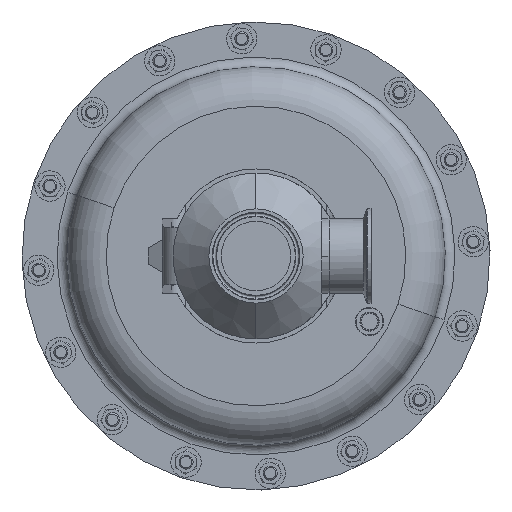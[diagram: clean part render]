
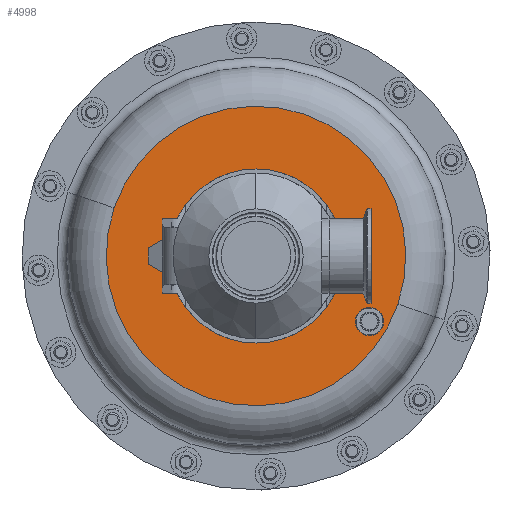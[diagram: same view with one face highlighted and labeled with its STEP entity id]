
A CAD part, front view. The second image highlights one B-rep face of the part: STEP entity #4998.
In plain terms, the highlighted planar face has unit normal (0, -1, 0).
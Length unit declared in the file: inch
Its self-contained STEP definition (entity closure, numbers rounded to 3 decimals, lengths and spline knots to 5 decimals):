
#1275 = CARTESIAN_POINT ( 'NONE',  ( 3.1244, 9.66, -2.11321 ) ) ;
#1396 = EDGE_LOOP ( 'NONE', ( #29422, #26384 ) ) ;
#2048 = DIRECTION ( 'NONE',  ( 0.249, 0., -0.969 ) ) ;
#2318 = CIRCLE ( 'NONE', #28808, 2.325 ) ;
#2936 = CARTESIAN_POINT ( 'NONE',  ( 0., 9.66, 0. ) ) ;
#3333 = AXIS2_PLACEMENT_3D ( 'NONE', #25250, #11175, #6340 ) ;
#3540 = VERTEX_POINT ( 'NONE', #26193 ) ;
#4172 = DIRECTION ( 'NONE',  ( 0., 1., 0. ) ) ;
#4276 = VERTEX_POINT ( 'NONE', #21089 ) ;
#4286 = PLANE ( 'NONE',  #25378 ) ;
#4373 = DIRECTION ( 'NONE',  ( 0.249, 0., -0.969 ) ) ;
#4937 = ORIENTED_EDGE ( 'NONE', *, *, #24470, .F. ) ;
#4998 = ADVANCED_FACE ( 'NONE', ( #7114, #9758, #26000 ), #4286, .T. ) ;
#5047 = DIRECTION ( 'NONE',  ( 0., 0., -1. ) ) ;
#6340 = DIRECTION ( 'NONE',  ( 0.947, 0., -0.321 ) ) ;
#6537 = EDGE_CURVE ( 'NONE', #3540, #29162, #29400, .T. ) ;
#6605 = DIRECTION ( 'NONE',  ( 0., -1., 0. ) ) ;
#7114 = FACE_BOUND ( 'NONE', #13267, .T. ) ;
#8728 = DIRECTION ( 'NONE',  ( 0., 1., 0. ) ) ;
#9413 = AXIS2_PLACEMENT_3D ( 'NONE', #26801, #10332, #5047 ) ;
#9758 = FACE_OUTER_BOUND ( 'NONE', #1396, .T. ) ;
#10332 = DIRECTION ( 'NONE',  ( 0., -1., 0. ) ) ;
#10448 = DIRECTION ( 'NONE',  ( 0., 0., -1. ) ) ;
#11175 = DIRECTION ( 'NONE',  ( 0., 1., 0. ) ) ;
#11843 = DIRECTION ( 'NONE',  ( 0., 1., 0. ) ) ;
#12038 = VERTEX_POINT ( 'NONE', #1275 ) ;
#12220 = CIRCLE ( 'NONE', #17880, 0.375 ) ;
#12477 = CIRCLE ( 'NONE', #24626, 4. ) ;
#12865 = AXIS2_PLACEMENT_3D ( 'NONE', #16540, #4172, #2048 ) ;
#13058 = EDGE_CURVE ( 'NONE', #4276, #12038, #12220, .T. ) ;
#13259 = VERTEX_POINT ( 'NONE', #14256 ) ;
#13267 = EDGE_LOOP ( 'NONE', ( #4937, #29992 ) ) ;
#14002 = DIRECTION ( 'NONE',  ( -0.947, 0., 0.321 ) ) ;
#14256 = CARTESIAN_POINT ( 'NONE',  ( 0., 9.66, 2.325 ) ) ;
#14510 = CIRCLE ( 'NONE', #9413, 2.325 ) ;
#14885 = EDGE_LOOP ( 'NONE', ( #15200, #15836 ) ) ;
#14906 = EDGE_CURVE ( 'NONE', #13259, #20541, #2318, .T. ) ;
#15200 = ORIENTED_EDGE ( 'NONE', *, *, #27528, .T. ) ;
#15836 = ORIENTED_EDGE ( 'NONE', *, *, #13058, .T. ) ;
#16540 = CARTESIAN_POINT ( 'NONE',  ( 3.03109, 9.66, -1.75 ) ) ;
#17712 = CARTESIAN_POINT ( 'NONE',  ( 0., 9.66, 0. ) ) ;
#17863 = CARTESIAN_POINT ( 'NONE',  ( 0., 9.66, -2.325 ) ) ;
#17880 = AXIS2_PLACEMENT_3D ( 'NONE', #28673, #11843, #4373 ) ;
#20541 = VERTEX_POINT ( 'NONE', #17863 ) ;
#21089 = CARTESIAN_POINT ( 'NONE',  ( 2.93778, 9.66, -1.38679 ) ) ;
#21197 = CIRCLE ( 'NONE', #12865, 0.375 ) ;
#23265 = CARTESIAN_POINT ( 'NONE',  ( -3.78772, 9.66, 1.28576 ) ) ;
#24470 = EDGE_CURVE ( 'NONE', #20541, #13259, #14510, .T. ) ;
#24626 = AXIS2_PLACEMENT_3D ( 'NONE', #17712, #8728, #27956 ) ;
#25250 = CARTESIAN_POINT ( 'NONE',  ( 0., 9.66, 0. ) ) ;
#25378 = AXIS2_PLACEMENT_3D ( 'NONE', #28281, #6605, #14002 ) ;
#26000 = FACE_BOUND ( 'NONE', #14885, .T. ) ;
#26193 = CARTESIAN_POINT ( 'NONE',  ( 3.78772, 9.66, -1.28576 ) ) ;
#26384 = ORIENTED_EDGE ( 'NONE', *, *, #27486, .F. ) ;
#26801 = CARTESIAN_POINT ( 'NONE',  ( 0., 9.66, 0. ) ) ;
#27486 = EDGE_CURVE ( 'NONE', #29162, #3540, #12477, .T. ) ;
#27528 = EDGE_CURVE ( 'NONE', #12038, #4276, #21197, .T. ) ;
#27956 = DIRECTION ( 'NONE',  ( 0.947, 0., -0.321 ) ) ;
#28281 = CARTESIAN_POINT ( 'NONE',  ( -1.28576, 9.66, -3.78772 ) ) ;
#28673 = CARTESIAN_POINT ( 'NONE',  ( 3.03109, 9.66, -1.75 ) ) ;
#28808 = AXIS2_PLACEMENT_3D ( 'NONE', #2936, #29369, #10448 ) ;
#29162 = VERTEX_POINT ( 'NONE', #23265 ) ;
#29369 = DIRECTION ( 'NONE',  ( 0., -1., 0. ) ) ;
#29400 = CIRCLE ( 'NONE', #3333, 4. ) ;
#29422 = ORIENTED_EDGE ( 'NONE', *, *, #6537, .F. ) ;
#29992 = ORIENTED_EDGE ( 'NONE', *, *, #14906, .F. ) ;
